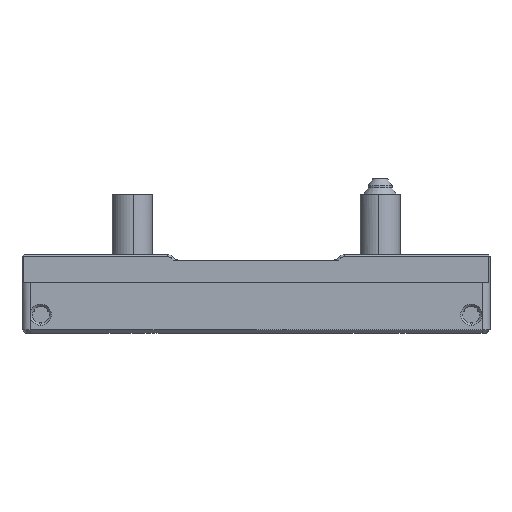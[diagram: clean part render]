
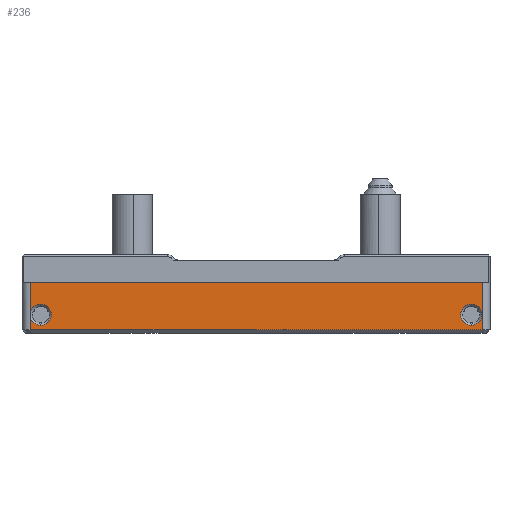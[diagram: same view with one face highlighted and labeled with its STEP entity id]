
A CAD part, front view. The second image highlights one B-rep face of the part: STEP entity #236.
In plain terms, the highlighted planar face has unit normal (0, -1, 0).
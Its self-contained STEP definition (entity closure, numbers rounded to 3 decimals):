
#33 = EDGE_CURVE ( 'NONE', #5255, #4169, #824, .T. ) ;
#74 = CARTESIAN_POINT ( 'NONE',  ( 56.5, 0., -22. ) ) ;
#236 = ADVANCED_FACE ( 'NONE', ( #3428, #5905, #1476 ), #2825, .T. ) ;
#347 = VERTEX_POINT ( 'NONE', #7930 ) ;
#557 = CIRCLE ( 'NONE', #4791, 2.65 ) ;
#824 = CIRCLE ( 'NONE', #7676, 2.65 ) ;
#1204 = DIRECTION ( 'NONE',  ( 0., 0., -1. ) ) ;
#1276 = EDGE_CURVE ( 'NONE', #6140, #6255, #2821, .T. ) ;
#1394 = VERTEX_POINT ( 'NONE', #7236 ) ;
#1434 = DIRECTION ( 'NONE',  ( 0., 0., -1. ) ) ;
#1476 = FACE_BOUND ( 'NONE', #3968, .T. ) ;
#1736 = CARTESIAN_POINT ( 'NONE',  ( 56.5, 0., -34.6 ) ) ;
#1742 = LINE ( 'NONE', #3023, #4650 ) ;
#1788 = ORIENTED_EDGE ( 'NONE', *, *, #33, .F. ) ;
#2114 = CARTESIAN_POINT ( 'NONE',  ( 53.8, 0., -32.65 ) ) ;
#2138 = AXIS2_PLACEMENT_3D ( 'NONE', #4327, #2366, #4170 ) ;
#2219 = EDGE_CURVE ( 'NONE', #6255, #6395, #4827, .T. ) ;
#2366 = DIRECTION ( 'NONE',  ( 0., -1., 0. ) ) ;
#2428 = CARTESIAN_POINT ( 'NONE',  ( -56.5, 0., -34.6 ) ) ;
#2541 = CARTESIAN_POINT ( 'NONE',  ( -53.8, 0., -30. ) ) ;
#2821 = LINE ( 'NONE', #4601, #7883 ) ;
#2825 = PLANE ( 'NONE',  #6391 ) ;
#2979 = CARTESIAN_POINT ( 'NONE',  ( -53.8, 0., -30. ) ) ;
#3023 = CARTESIAN_POINT ( 'NONE',  ( 0., 0., -33.8 ) ) ;
#3147 = EDGE_CURVE ( 'NONE', #5270, #1394, #557, .T. ) ;
#3428 = FACE_BOUND ( 'NONE', #5491, .T. ) ;
#3661 = CIRCLE ( 'NONE', #2138, 2.65 ) ;
#3968 = EDGE_LOOP ( 'NONE', ( #5466, #1788 ) ) ;
#3986 = EDGE_CURVE ( 'NONE', #6140, #347, #4973, .T. ) ;
#4169 = VERTEX_POINT ( 'NONE', #2114 ) ;
#4170 = DIRECTION ( 'NONE',  ( 0., 0., -1. ) ) ;
#4177 = DIRECTION ( 'NONE',  ( 0., 0., -1. ) ) ;
#4327 = CARTESIAN_POINT ( 'NONE',  ( 53.8, 0., -30. ) ) ;
#4393 = VECTOR ( 'NONE', #4177, 1000. ) ;
#4406 = DIRECTION ( 'NONE',  ( 0., 0., -1. ) ) ;
#4490 = CARTESIAN_POINT ( 'NONE',  ( 0., 0., -34.6 ) ) ;
#4601 = CARTESIAN_POINT ( 'NONE',  ( -100., 0., -22. ) ) ;
#4650 = VECTOR ( 'NONE', #4907, 1000. ) ;
#4791 = AXIS2_PLACEMENT_3D ( 'NONE', #2541, #6273, #8014 ) ;
#4827 = LINE ( 'NONE', #1736, #4393 ) ;
#4907 = DIRECTION ( 'NONE',  ( 1., 0., 0. ) ) ;
#4973 = LINE ( 'NONE', #2428, #5363 ) ;
#5036 = CIRCLE ( 'NONE', #6350, 2.65 ) ;
#5052 = CARTESIAN_POINT ( 'NONE',  ( 53.8, 0., -30. ) ) ;
#5159 = ORIENTED_EDGE ( 'NONE', *, *, #2219, .F. ) ;
#5167 = EDGE_CURVE ( 'NONE', #347, #6395, #1742, .T. ) ;
#5250 = EDGE_CURVE ( 'NONE', #1394, #5270, #5036, .T. ) ;
#5255 = VERTEX_POINT ( 'NONE', #5440 ) ;
#5270 = VERTEX_POINT ( 'NONE', #6691 ) ;
#5363 = VECTOR ( 'NONE', #6191, 1000. ) ;
#5440 = CARTESIAN_POINT ( 'NONE',  ( 53.8, 0., -27.35 ) ) ;
#5466 = ORIENTED_EDGE ( 'NONE', *, *, #7356, .F. ) ;
#5491 = EDGE_LOOP ( 'NONE', ( #6032, #7772 ) ) ;
#5590 = DIRECTION ( 'NONE',  ( 0., -1., 0. ) ) ;
#5727 = ORIENTED_EDGE ( 'NONE', *, *, #5167, .T. ) ;
#5867 = DIRECTION ( 'NONE',  ( 1., 0., 0. ) ) ;
#5871 = CARTESIAN_POINT ( 'NONE',  ( -56.5, 0., -22. ) ) ;
#5905 = FACE_OUTER_BOUND ( 'NONE', #7789, .T. ) ;
#6032 = ORIENTED_EDGE ( 'NONE', *, *, #3147, .T. ) ;
#6140 = VERTEX_POINT ( 'NONE', #5871 ) ;
#6191 = DIRECTION ( 'NONE',  ( 0., 0., -1. ) ) ;
#6255 = VERTEX_POINT ( 'NONE', #74 ) ;
#6273 = DIRECTION ( 'NONE',  ( 0., 1., 0. ) ) ;
#6350 = AXIS2_PLACEMENT_3D ( 'NONE', #2979, #6731, #1204 ) ;
#6391 = AXIS2_PLACEMENT_3D ( 'NONE', #4490, #6957, #1434 ) ;
#6395 = VERTEX_POINT ( 'NONE', #7422 ) ;
#6691 = CARTESIAN_POINT ( 'NONE',  ( -53.8, 0., -32.65 ) ) ;
#6731 = DIRECTION ( 'NONE',  ( 0., 1., 0. ) ) ;
#6799 = ORIENTED_EDGE ( 'NONE', *, *, #3986, .T. ) ;
#6957 = DIRECTION ( 'NONE',  ( 0., -1., 0. ) ) ;
#7236 = CARTESIAN_POINT ( 'NONE',  ( -53.8, 0., -27.35 ) ) ;
#7356 = EDGE_CURVE ( 'NONE', #4169, #5255, #3661, .T. ) ;
#7422 = CARTESIAN_POINT ( 'NONE',  ( 56.5, 0., -33.8 ) ) ;
#7676 = AXIS2_PLACEMENT_3D ( 'NONE', #5052, #5590, #4406 ) ;
#7745 = ORIENTED_EDGE ( 'NONE', *, *, #1276, .F. ) ;
#7772 = ORIENTED_EDGE ( 'NONE', *, *, #5250, .T. ) ;
#7789 = EDGE_LOOP ( 'NONE', ( #6799, #5727, #5159, #7745 ) ) ;
#7883 = VECTOR ( 'NONE', #5867, 1000. ) ;
#7930 = CARTESIAN_POINT ( 'NONE',  ( -56.5, 0., -33.8 ) ) ;
#8014 = DIRECTION ( 'NONE',  ( 0., 0., -1. ) ) ;
